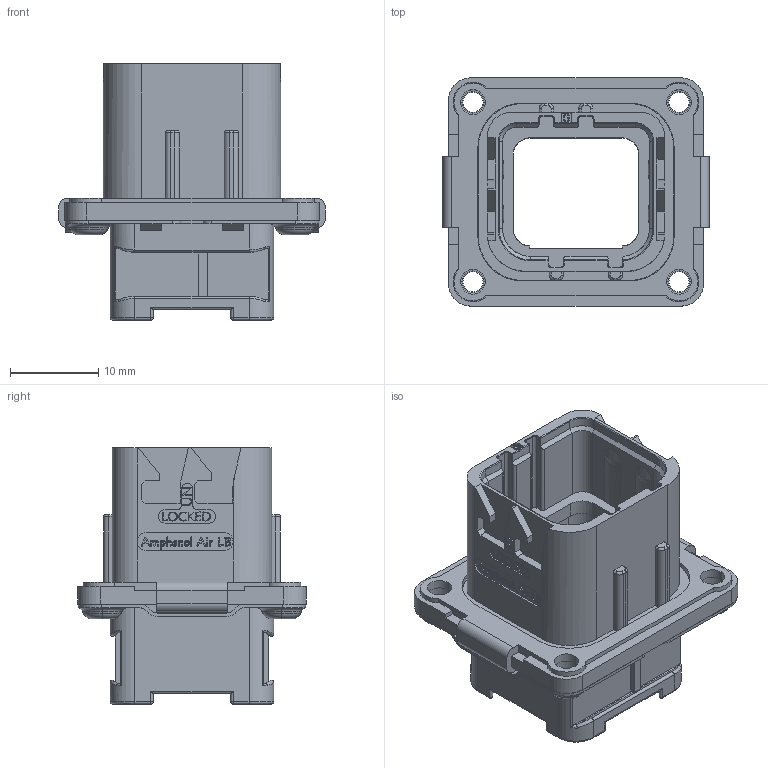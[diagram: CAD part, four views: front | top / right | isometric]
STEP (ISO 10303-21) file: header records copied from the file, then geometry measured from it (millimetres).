
FILE_DESCRIPTION((''),'2;1');
FILE_NAME('SIM2B24G011','2019-10-18T',('presta_be4'),(''),'CREO PARAMETRIC BY PTC INC, 2018360','CREO PARAMETRIC BY PTC INC, 2018360','');
FILE_SCHEMA(('CONFIG_CONTROL_DESIGN'));
Products named in the file (1): SIM2B24G011
Bounding box: 30.1 x 25.8 x 28.97 mm (x, y, z)
Volume: 4428.2 mm3; surface area: 5769.5 mm2
Topology: 1 solids, 1 shells, 1999 faces, 5538 edges, 3617 vertices
Faces by surface type: plane 998, extrusion 608, cylinder 241, torus 76, bspline 28, sphere 24, cone 24
Entity records: 66853 total; most frequent: CARTESIAN_POINT 18156, ORIENTED_EDGE 11060, DIRECTION 8028, EDGE_CURVE 5530, VECTOR 4128, VERTEX_POINT 3617, LINE 3520, EDGE_LOOP 2113
